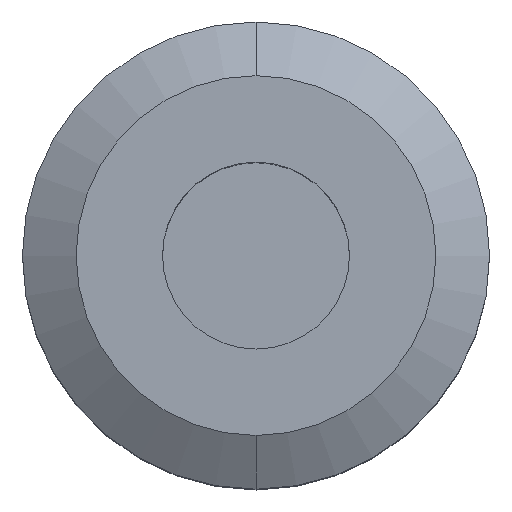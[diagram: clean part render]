
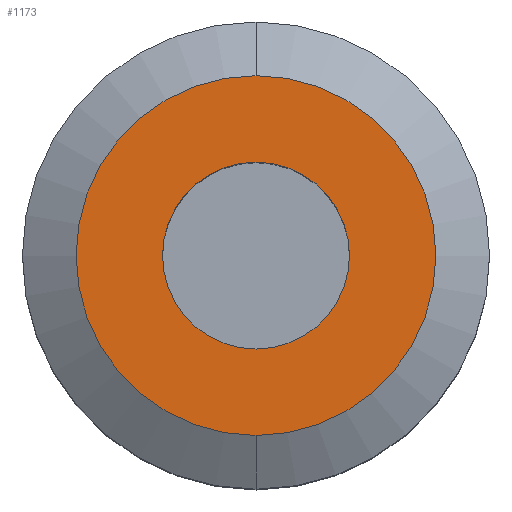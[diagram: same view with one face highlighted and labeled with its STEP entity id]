
A CAD part, top view. The second image highlights one B-rep face of the part: STEP entity #1173.
In plain terms, the highlighted planar face has unit normal (0, 0, 1).
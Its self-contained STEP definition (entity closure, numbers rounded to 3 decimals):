
#68 = CARTESIAN_POINT ( 'NONE',  ( 0., 0., 85. ) ) ;
#152 = CARTESIAN_POINT ( 'NONE',  ( 0., -19.25, 85. ) ) ;
#273 = ORIENTED_EDGE ( 'NONE', *, *, #2483, .F. ) ;
#354 = VERTEX_POINT ( 'NONE', #152 ) ;
#365 = FACE_BOUND ( 'NONE', #766, .T. ) ;
#436 = DIRECTION ( 'NONE',  ( 0., -1., 0. ) ) ;
#563 = VERTEX_POINT ( 'NONE', #1110 ) ;
#617 = DIRECTION ( 'NONE',  ( 0., 1., 0. ) ) ;
#766 = EDGE_LOOP ( 'NONE', ( #3718, #3826 ) ) ;
#820 = DIRECTION ( 'NONE',  ( 0., 1., 0. ) ) ;
#1010 = PLANE ( 'NONE',  #1021 ) ;
#1021 = AXIS2_PLACEMENT_3D ( 'NONE', #3362, #1924, #436 ) ;
#1045 = AXIS2_PLACEMENT_3D ( 'NONE', #1321, #3400, #2197 ) ;
#1086 = DIRECTION ( 'NONE',  ( -1., 0., 0. ) ) ;
#1110 = CARTESIAN_POINT ( 'NONE',  ( 0., 19.25, 85. ) ) ;
#1139 = EDGE_LOOP ( 'NONE', ( #273, #3388 ) ) ;
#1173 = ADVANCED_FACE ( 'NONE', ( #365, #1864 ), #1010, .T. ) ;
#1257 = EDGE_CURVE ( 'NONE', #3394, #3773, #3786, .T. ) ;
#1321 = CARTESIAN_POINT ( 'NONE',  ( 0., 0., 85. ) ) ;
#1363 = DIRECTION ( 'NONE',  ( 0., 0., -1. ) ) ;
#1429 = DIRECTION ( 'NONE',  ( 0., 0., -1. ) ) ;
#1518 = DIRECTION ( 'NONE',  ( 0., 0., -1. ) ) ;
#1695 = CARTESIAN_POINT ( 'NONE',  ( 0., 0., 85. ) ) ;
#1843 = CARTESIAN_POINT ( 'NONE',  ( -10., 0., 85. ) ) ;
#1864 = FACE_OUTER_BOUND ( 'NONE', #1139, .T. ) ;
#1924 = DIRECTION ( 'NONE',  ( 0., 0., 1. ) ) ;
#2148 = EDGE_CURVE ( 'NONE', #354, #563, #2870, .T. ) ;
#2197 = DIRECTION ( 'NONE',  ( -1., 0., 0. ) ) ;
#2483 = EDGE_CURVE ( 'NONE', #563, #354, #2684, .T. ) ;
#2684 = CIRCLE ( 'NONE', #3516, 19.25 ) ;
#2780 = EDGE_CURVE ( 'NONE', #3773, #3394, #3771, .T. ) ;
#2808 = CARTESIAN_POINT ( 'NONE',  ( 0., 0., 85. ) ) ;
#2870 = CIRCLE ( 'NONE', #3093, 19.25 ) ;
#3093 = AXIS2_PLACEMENT_3D ( 'NONE', #68, #1518, #617 ) ;
#3345 = AXIS2_PLACEMENT_3D ( 'NONE', #2808, #1363, #1086 ) ;
#3362 = CARTESIAN_POINT ( 'NONE',  ( 0., 19.25, 85. ) ) ;
#3388 = ORIENTED_EDGE ( 'NONE', *, *, #2148, .F. ) ;
#3394 = VERTEX_POINT ( 'NONE', #1843 ) ;
#3400 = DIRECTION ( 'NONE',  ( 0., 0., -1. ) ) ;
#3516 = AXIS2_PLACEMENT_3D ( 'NONE', #1695, #1429, #820 ) ;
#3718 = ORIENTED_EDGE ( 'NONE', *, *, #1257, .T. ) ;
#3725 = CARTESIAN_POINT ( 'NONE',  ( 10., 0., 85. ) ) ;
#3771 = CIRCLE ( 'NONE', #1045, 10. ) ;
#3773 = VERTEX_POINT ( 'NONE', #3725 ) ;
#3786 = CIRCLE ( 'NONE', #3345, 10. ) ;
#3826 = ORIENTED_EDGE ( 'NONE', *, *, #2780, .T. ) ;
